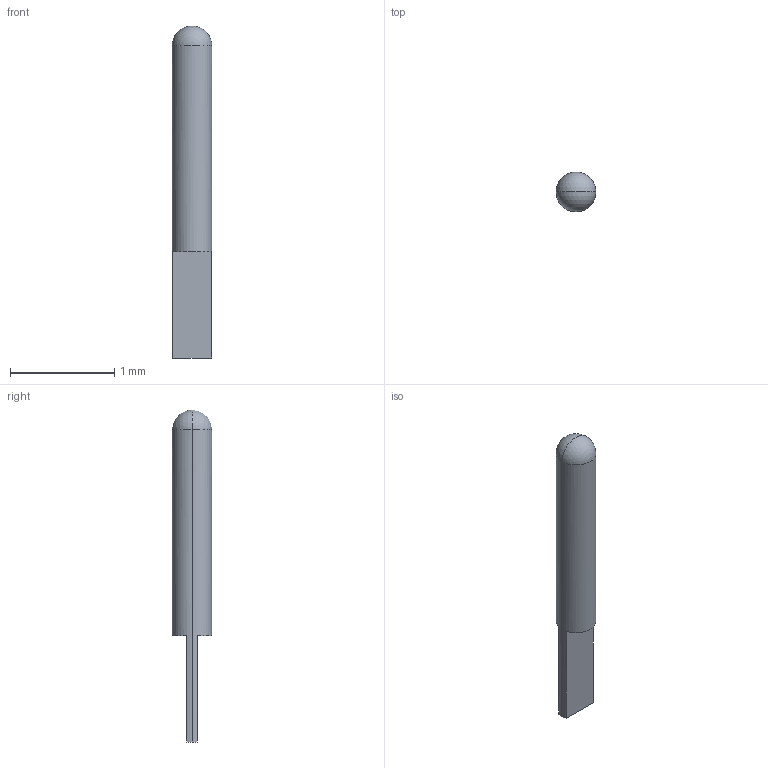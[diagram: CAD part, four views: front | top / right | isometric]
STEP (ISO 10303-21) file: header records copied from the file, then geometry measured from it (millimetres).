
FILE_DESCRIPTION (( 'STEP AP214' ), '1' );
FILE_NAME ('PE1016-7.step', '2021-04-21T15:52:09', ( '' ), ( '' ), 'SwSTEP 2.0', 'SolidWorks 2020', '' );
FILE_SCHEMA (( 'AUTOMOTIVE_DESIGN' ));
Length unit declared in the file: millimetre
Products named in the file (1): PE1016-7
Bounding box: 0.38 x 0.38 x 3.18 mm (x, y, z)
Volume: 0.3 mm3; surface area: 3.6 mm2
Topology: 1 solids, 1 shells, 9 faces, 24 edges, 15 vertices
Faces by surface type: plane 5, sphere 2, cylinder 2
Entity records: 290 total; most frequent: DIRECTION 50, CARTESIAN_POINT 43, ORIENTED_EDGE 40, AXIS2_PLACEMENT_3D 20, EDGE_CURVE 20, VERTEX_POINT 13, VECTOR 10, CIRCLE 10
